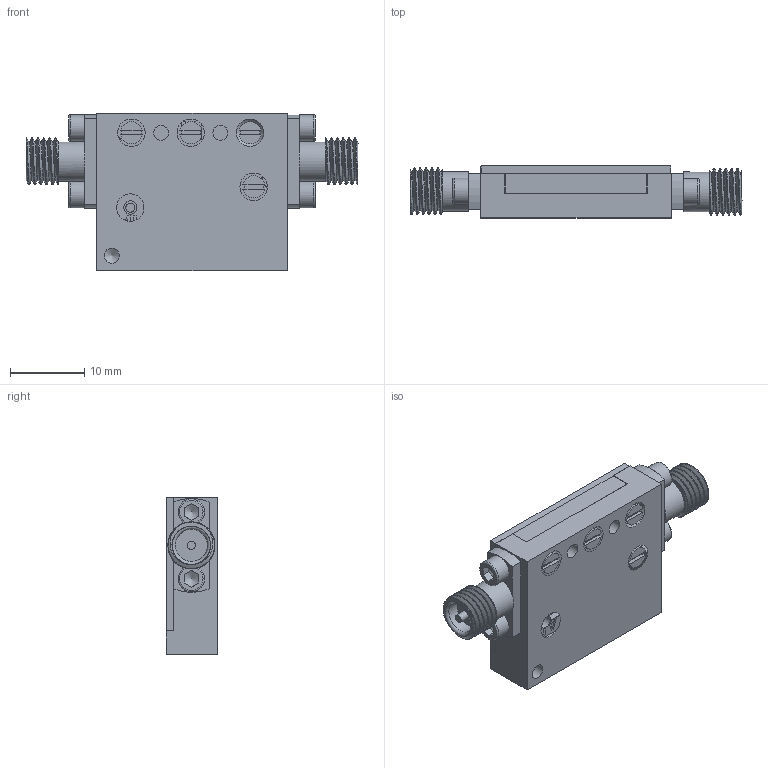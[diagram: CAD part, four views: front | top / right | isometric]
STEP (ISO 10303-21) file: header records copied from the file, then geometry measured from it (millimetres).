
FILE_DESCRIPTION(/* description */ (''),/* implementation_level */ '2;1');
FILE_NAME(/* name */ 'LNF-LNR4_8ART_Shrinkwrap_1.stp',/* time_stamp */ '2021-04-19T09:44:33+02:00',/* author */ ('Stenarson'),/* organization */ (''),/* preprocessor_version */ 'ST-DEVELOPER v18',/* originating_system */ 'Autodesk Inventor 2020',/* authorisation */ '');
FILE_SCHEMA (('AUTOMOTIVE_DESIGN { 1 0 10303 214 3 1 1 }'));
Length unit declared in the file: millimetre
Products named in the file (1): LNF-LNR4_8ART_Shrinkwrap_1
Bounding box: 44.82 x 7 x 21.2 mm (x, y, z)
Volume: 4290.7 mm3; surface area: 2915 mm2
Topology: 1 solids, 1 shells, 644 faces, 1726 edges, 1159 vertices
Faces by surface type: plane 415, bspline 121, cylinder 75, cone 27, torus 6
Full cylindrical faces by diameter (mm): 0.305 x2, 0.457 x2, 0.559 x2, 1.119 x2, 1.171 x4, 1.221 x1, 1.6 x4, 1.8 x5, 2.013 x3, 3.556 x4, 4.342 x2, 5.35 x2, 6.35 x10
Entity records: 33017 total; most frequent: CARTESIAN_POINT 16979, ORIENTED_EDGE 3442, DIRECTION 2680, EDGE_CURVE 1721, VERTEX_POINT 1159, LINE 1110, VECTOR 1110, AXIS2_PLACEMENT_3D 785
